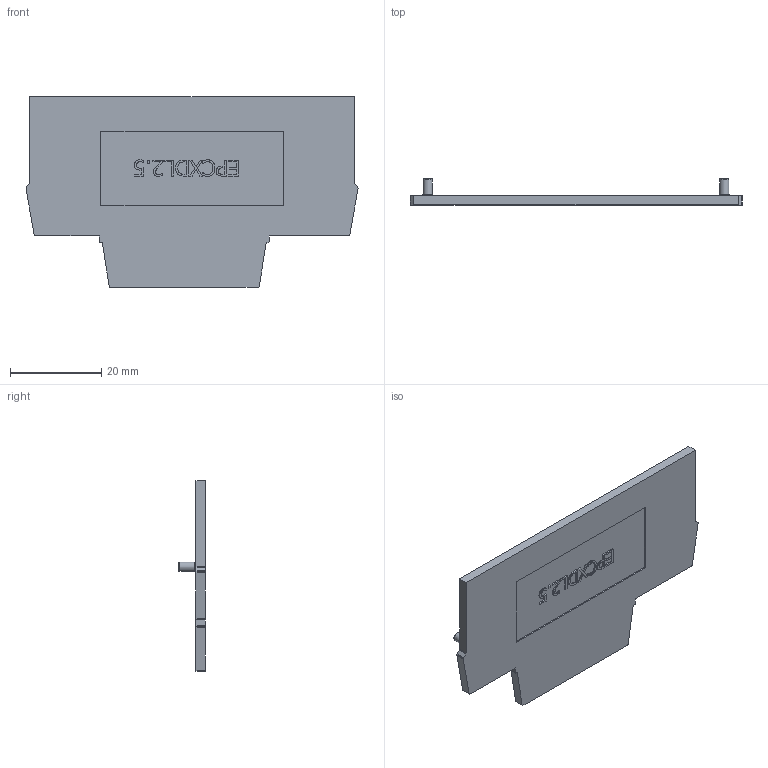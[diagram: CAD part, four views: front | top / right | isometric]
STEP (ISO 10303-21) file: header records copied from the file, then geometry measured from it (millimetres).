
FILE_DESCRIPTION(/* description */ (''),/* implementation_level */ '2;1');
FILE_NAME(/* name */ 'EPCXDL2_5.stp',/* time_stamp */ '2016-08-16T10:18:56-04:00',/* author */ ('CAD Station'),/* organization */ (''),/* preprocessor_version */ 'ST-DEVELOPER v16.1',/* originating_system */ 'Autodesk Inventor 2016',/* authorisation */ '');
FILE_SCHEMA (('AUTOMOTIVE_DESIGN { 1 0 10303 214 3 1 1 }'));
Length unit declared in the file: millimetre
Products named in the file (1): EPCXDL2_5
Bounding box: 72.7 x 5.75 x 41.8 mm (x, y, z)
Volume: 4476 mm3; surface area: 5832.3 mm2
Topology: 1 solids, 1 shells, 281 faces, 749 edges, 498 vertices
Faces by surface type: plane 175, bspline 56, cylinder 46, torus 4
Full cylindrical faces by diameter (mm): 1.7 x2, 2 x2
Entity records: 8967 total; most frequent: CARTESIAN_POINT 2249, ORIENTED_EDGE 1482, DIRECTION 1177, EDGE_CURVE 741, LINE 533, VECTOR 533, VERTEX_POINT 498, AXIS2_PLACEMENT_3D 322
